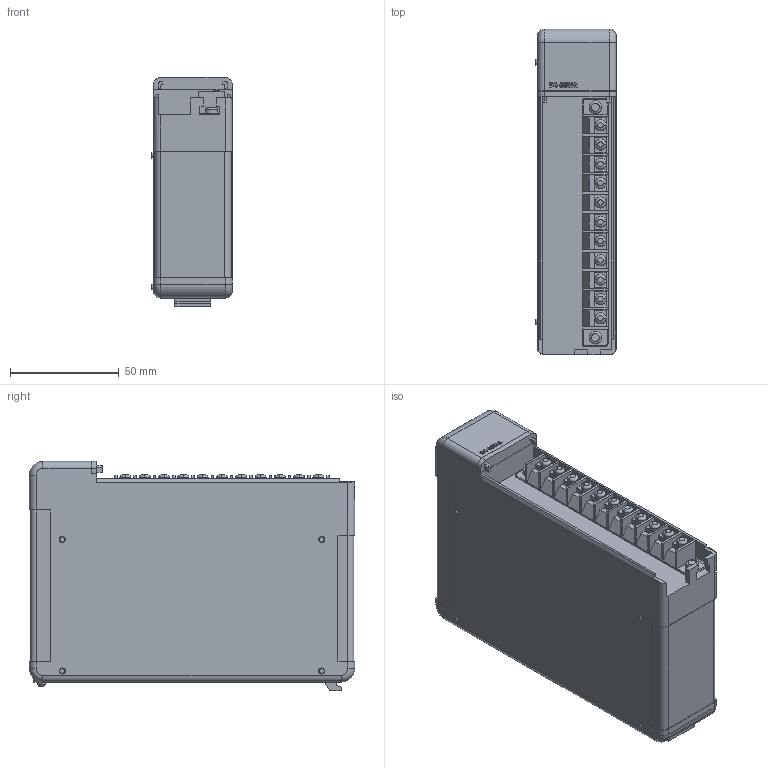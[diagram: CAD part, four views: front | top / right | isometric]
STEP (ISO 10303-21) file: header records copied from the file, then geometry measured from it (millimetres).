
FILE_DESCRIPTION (( 'STEP AP214' ), '1' );
FILE_NAME ('D4-08NA.step', '2014-09-23T18:02:30', ( '' ), ( '' ), 'SwSTEP 2.0', 'SolidWorks 2014', '' );
FILE_SCHEMA (( 'AUTOMOTIVE_DESIGN' ));
Length unit declared in the file: inch
Products named in the file (1): D4-08NA
Bounding box: 36.96 x 149.99 x 105.56 mm (x, y, z)
Volume: 476973.1 mm3; surface area: 55365.2 mm2
Topology: 10 solids, 10 shells, 445 faces, 1114 edges, 726 vertices
Faces by surface type: plane 292, cylinder 71, torus 38, bspline 34, cone 10
Entity records: 19043 total; most frequent: CARTESIAN_POINT 4284, ORIENTED_EDGE 2228, DIRECTION 2091, EDGE_CURVE 1114, LINE 815, VECTOR 815, VERTEX_POINT 726, AXIS2_PLACEMENT_3D 638
